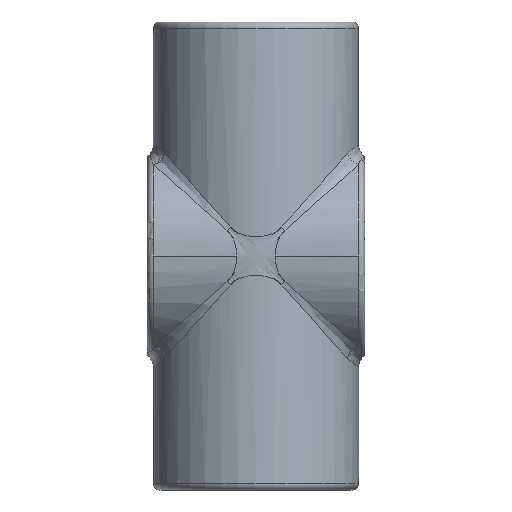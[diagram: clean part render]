
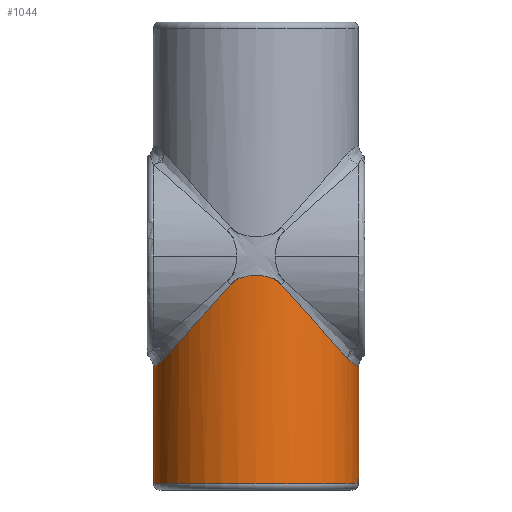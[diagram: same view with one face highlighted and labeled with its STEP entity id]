
A CAD part, front view. The second image highlights one B-rep face of the part: STEP entity #1044.
In plain terms, the highlighted cylindrical face has radius 26.162 mm (diameter 52.324 mm), a partial arc.
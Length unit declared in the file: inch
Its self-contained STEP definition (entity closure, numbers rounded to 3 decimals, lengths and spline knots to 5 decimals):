
#952=CARTESIAN_POINT('',(0.0,0.0,0.0));
#953=DIRECTION('',(0.0,0.0,1.0));
#954=DIRECTION('',(-1.0,0.0,0.0));
#955=AXIS2_PLACEMENT_3D('',#952,#953,#954);
#956=CYLINDRICAL_SURFACE('',#955,1.03);
#957=CARTESIAN_POINT('',(-1.03,0.,0.0625));
#958=VERTEX_POINT('',#957);
#959=CARTESIAN_POINT('',(-1.03,0.,1.24275));
#960=VERTEX_POINT('',#959);
#961=CARTESIAN_POINT('',(-1.03,0.,0.0625));
#962=DIRECTION('',(0.0,0.0,1.0));
#963=VECTOR('',#962,1.18025);
#964=LINE('',#961,#963);
#965=EDGE_CURVE('',#958,#960,#964,.T.);
#966=ORIENTED_EDGE('',*,*,#965,.F.);
#967=CARTESIAN_POINT('',(1.03,0.,0.0625));
#968=VERTEX_POINT('',#967);
#969=CARTESIAN_POINT('',(0.0,0.0,0.0625));
#970=DIRECTION('',(0.0,0.0,-1.0));
#971=DIRECTION('',(0.0,-1.0,0.0));
#972=AXIS2_PLACEMENT_3D('',#969,#970,#971);
#973=CIRCLE('',#972,1.03);
#974=EDGE_CURVE('',#968,#958,#973,.T.);
#975=ORIENTED_EDGE('',*,*,#974,.F.);
#976=CARTESIAN_POINT('',(1.03,0.0,1.24275));
#977=VERTEX_POINT('',#976);
#978=CARTESIAN_POINT('',(1.03,0.0,1.24275));
#979=DIRECTION('',(0.0,0.0,-1.0));
#980=VECTOR('',#979,1.18025);
#981=LINE('',#978,#980);
#982=EDGE_CURVE('',#977,#968,#981,.T.);
#983=ORIENTED_EDGE('',*,*,#982,.F.);
#984=CARTESIAN_POINT('',(0.91853,-0.46605,1.32));
#985=VERTEX_POINT('',#984);
#986=CARTESIAN_POINT('',(0.91853,-0.46605,1.32));
#987=CARTESIAN_POINT('',(0.9354,-0.43279,1.30108));
#988=CARTESIAN_POINT('',(0.95134,-0.39681,1.28644));
#989=CARTESIAN_POINT('',(0.98775,-0.29896,1.25802));
#990=CARTESIAN_POINT('',(1.00488,-0.23539,1.25018));
#991=CARTESIAN_POINT('',(1.02523,-0.11434,1.24318));
#992=CARTESIAN_POINT('',(1.03,-0.05717,1.24275));
#993=CARTESIAN_POINT('',(1.03,0.0,1.24275));
#994=B_SPLINE_CURVE_WITH_KNOTS('',3,(#986,#987,#988,#989,#990,#991,#992,#993),.UNSPECIFIED.,.F.,.U.,(4,2,2,4),(-2.79838,-2.44858,-1.8889,-1.40049),.UNSPECIFIED.);
#995=EDGE_CURVE('',#985,#977,#994,.T.);
#996=ORIENTED_EDGE('',*,*,#995,.F.);
#997=CARTESIAN_POINT('',(0.25964,-0.99674,2.05885));
#998=VERTEX_POINT('',#997);
#999=CARTESIAN_POINT('',(0.0,0.0,2.35));
#1000=DIRECTION('',(0.746,0.0,0.666));
#1001=DIRECTION('',(0.666,0.0,-0.746));
#1002=AXIS2_PLACEMENT_3D('',#999,#1000,#1001);
#1003=ELLIPSE('',#1002,1.54755,1.03);
#1004=EDGE_CURVE('',#998,#985,#1003,.T.);
#1005=ORIENTED_EDGE('',*,*,#1004,.F.);
#1006=CARTESIAN_POINT('',(-0.25964,-0.99674,2.05885));
#1007=VERTEX_POINT('',#1006);
#1008=CARTESIAN_POINT('',(-0.25964,-0.99674,2.05885));
#1009=CARTESIAN_POINT('',(-0.23095,-1.00421,2.09102));
#1010=CARTESIAN_POINT('',(-0.19164,-1.01304,2.11515));
#1011=CARTESIAN_POINT('',(-0.1466,-1.01951,2.13123));
#1012=CARTESIAN_POINT('',(-0.10155,-1.02599,2.14732));
#1013=CARTESIAN_POINT('',(-0.0508,-1.03,2.15536));
#1014=CARTESIAN_POINT('',(0.,-1.03,2.15536));
#1015=CARTESIAN_POINT('',(0.0508,-1.03,2.15536));
#1016=CARTESIAN_POINT('',(0.10155,-1.02599,2.14732));
#1017=CARTESIAN_POINT('',(0.1466,-1.01951,2.13123));
#1018=CARTESIAN_POINT('',(0.19164,-1.01304,2.11515));
#1019=CARTESIAN_POINT('',(0.23095,-1.00421,2.09102));
#1020=CARTESIAN_POINT('',(0.25964,-0.99674,2.05885));
#1021=B_SPLINE_CURVE_WITH_KNOTS('',3,(#1008,#1009,#1010,#1011,#1012,#1013,#1014,#1015,#1016,#1017,#1018,#1019,#1020),.UNSPECIFIED.,.F.,.U.,(4,3,3,3,4),(0.0,0.25,0.5,0.75,1.0),.UNSPECIFIED.);
#1022=EDGE_CURVE('',#1007,#998,#1021,.T.);
#1023=ORIENTED_EDGE('',*,*,#1022,.F.);
#1024=CARTESIAN_POINT('',(-0.91853,-0.46605,1.32));
#1025=VERTEX_POINT('',#1024);
#1026=CARTESIAN_POINT('',(0.0,0.0,2.35));
#1027=DIRECTION('',(-0.746,0.0,0.666));
#1028=DIRECTION('',(-0.666,0.0,-0.746));
#1029=AXIS2_PLACEMENT_3D('',#1026,#1027,#1028);
#1030=ELLIPSE('',#1029,1.54755,1.03);
#1031=EDGE_CURVE('',#1025,#1007,#1030,.T.);
#1032=ORIENTED_EDGE('',*,*,#1031,.F.);
#1033=CARTESIAN_POINT('',(-1.03,0.,1.24275));
#1034=CARTESIAN_POINT('',(-1.03,-0.04765,1.24275));
#1035=CARTESIAN_POINT('',(-1.02669,-0.0953,1.24311));
#1036=CARTESIAN_POINT('',(-1.00401,-0.25767,1.24979));
#1037=CARTESIAN_POINT('',(-0.96646,-0.37159,1.26626));
#1038=CARTESIAN_POINT('',(-0.91853,-0.46605,1.32));
#1039=B_SPLINE_CURVE_WITH_KNOTS('',3,(#1033,#1034,#1035,#1036,#1037,#1038),.UNSPECIFIED.,.F.,.U.,(4,2,4),(-1.40049,-0.99342,0.),.UNSPECIFIED.);
#1040=EDGE_CURVE('',#960,#1025,#1039,.T.);
#1041=ORIENTED_EDGE('',*,*,#1040,.F.);
#1042=EDGE_LOOP('',(#966,#975,#983,#996,#1005,#1023,#1032,#1041));
#1043=FACE_OUTER_BOUND('',#1042,.T.);
#1044=ADVANCED_FACE('',(#1043),#956,.T.);
